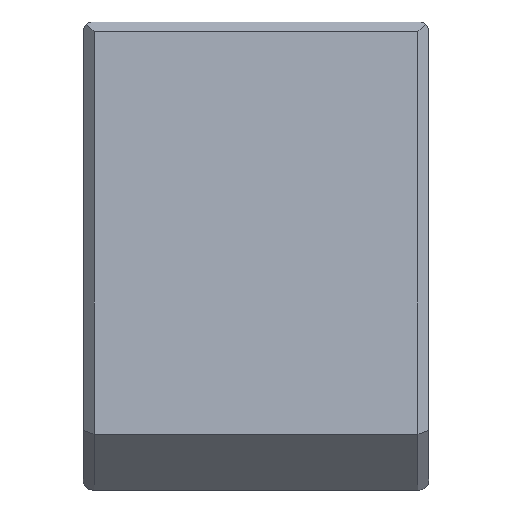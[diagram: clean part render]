
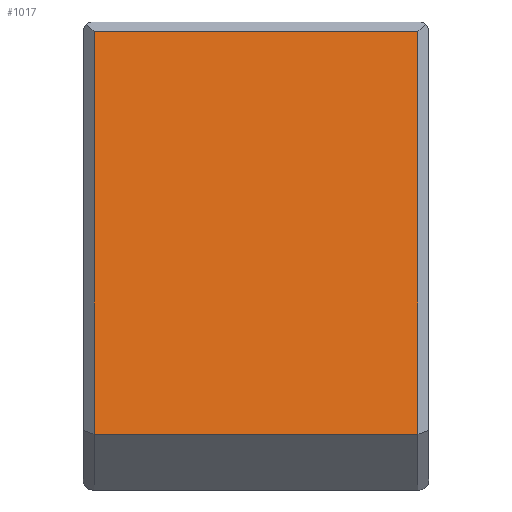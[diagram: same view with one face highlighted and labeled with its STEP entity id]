
A CAD part, front view. The second image highlights one B-rep face of the part: STEP entity #1017.
In plain terms, the highlighted planar face has unit normal (0, -0.993, 0.122).
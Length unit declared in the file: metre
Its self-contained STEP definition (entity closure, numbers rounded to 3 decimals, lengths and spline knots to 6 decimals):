
#136=ORIENTED_EDGE('',*,*,#412,.T.);
#137=ORIENTED_EDGE('',*,*,#413,.T.);
#138=ORIENTED_EDGE('',*,*,#414,.T.);
#139=ORIENTED_EDGE('',*,*,#415,.T.);
#412=EDGE_CURVE('',#544,#545,#640,.T.);
#413=EDGE_CURVE('',#545,#546,#641,.T.);
#414=EDGE_CURVE('',#546,#547,#642,.T.);
#415=EDGE_CURVE('',#547,#544,#643,.T.);
#544=VERTEX_POINT('',#1607);
#545=VERTEX_POINT('',#1608);
#546=VERTEX_POINT('',#1610);
#547=VERTEX_POINT('',#1612);
#640=LINE('',#1606,#758);
#641=LINE('',#1609,#759);
#642=LINE('',#1611,#760);
#643=LINE('',#1613,#761);
#758=VECTOR('',#1277,1.);
#759=VECTOR('',#1278,1.);
#760=VECTOR('',#1279,1.);
#761=VECTOR('',#1280,1.);
#829=EDGE_LOOP('',(#136,#137,#138,#139));
#901=FACE_BOUND('',#829,.T.);
#965=PLANE('',#1104);
#1017=ADVANCED_FACE('',(#901),#965,.T.);
#1104=AXIS2_PLACEMENT_3D('',#1605,#1275,#1276);
#1275=DIRECTION('',(0.,-0.993,0.122));
#1276=DIRECTION('',(0.,0.122,0.993));
#1277=DIRECTION('',(1.,0.,0.));
#1278=DIRECTION('',(0.,0.122,0.993));
#1279=DIRECTION('',(-1.,0.,0.));
#1280=DIRECTION('',(0.,-0.122,-0.993));
#1605=CARTESIAN_POINT('',(0.,-0.0122,0.050006));
#1606=CARTESIAN_POINT('',(0.036909,-0.023018,-0.038096));
#1607=CARTESIAN_POINT('',(-0.034609,-0.023018,-0.038096));
#1608=CARTESIAN_POINT('',(0.034609,-0.023018,-0.038096));
#1609=CARTESIAN_POINT('',(0.034609,-0.012323,0.049006));
#1610=CARTESIAN_POINT('',(0.034609,-0.012448,0.047987));
#1611=CARTESIAN_POINT('',(-0.035909,-0.012448,0.047987));
#1612=CARTESIAN_POINT('',(-0.034609,-0.012448,0.047987));
#1613=CARTESIAN_POINT('',(-0.034609,-0.023018,-0.038096));
